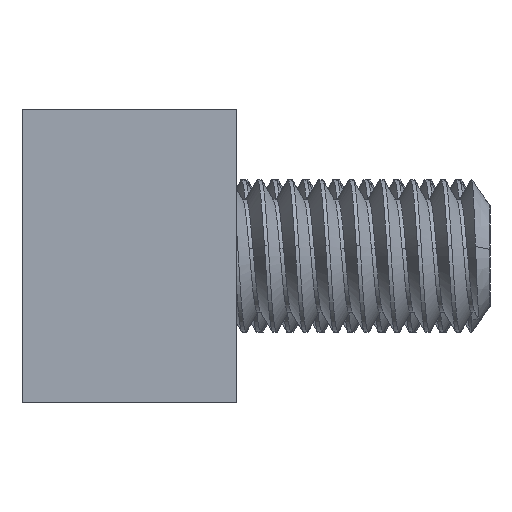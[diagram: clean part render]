
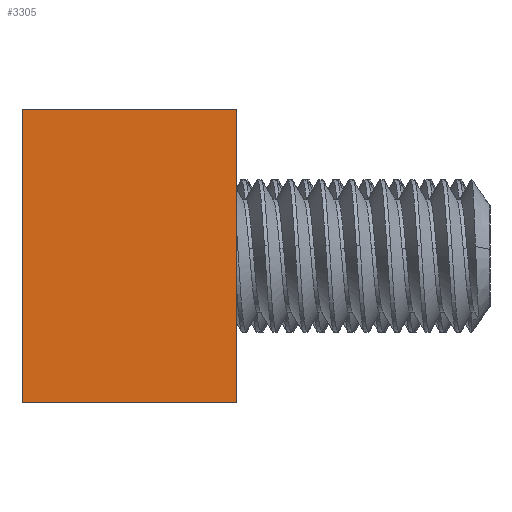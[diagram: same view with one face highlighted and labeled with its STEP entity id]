
A CAD part, left-side view. The second image highlights one B-rep face of the part: STEP entity #3305.
In plain terms, the highlighted planar face has unit normal (-1, 0, 0).
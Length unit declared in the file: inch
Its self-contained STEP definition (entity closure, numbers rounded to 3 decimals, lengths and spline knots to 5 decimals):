
#44 = DIRECTION ( 'NONE',  ( 0., 1., 0. ) ) ;
#129 = VECTOR ( 'NONE', #3440, 39.37008 ) ;
#253 = EDGE_CURVE ( 'NONE', #1047, #3411, #1517, .T. ) ;
#419 = AXIS2_PLACEMENT_3D ( 'NONE', #1177, #4170, #2167 ) ;
#478 = CARTESIAN_POINT ( 'NONE',  ( 0., 0., 0. ) ) ;
#692 = CARTESIAN_POINT ( 'NONE',  ( 0., 0.35, -0.47992 ) ) ;
#861 = CARTESIAN_POINT ( 'NONE',  ( 0., 0.35, 0. ) ) ;
#908 = CARTESIAN_POINT ( 'NONE',  ( 0., 0.35, 0. ) ) ;
#999 = VECTOR ( 'NONE', #44, 39.37008 ) ;
#1047 = VERTEX_POINT ( 'NONE', #1309 ) ;
#1055 = LINE ( 'NONE', #908, #129 ) ;
#1177 = CARTESIAN_POINT ( 'NONE',  ( 0., 0., 0. ) ) ;
#1181 = VECTOR ( 'NONE', #4168, 39.37008 ) ;
#1309 = CARTESIAN_POINT ( 'NONE',  ( 0., 0., 0. ) ) ;
#1514 = ORIENTED_EDGE ( 'NONE', *, *, #3710, .T. ) ;
#1517 = LINE ( 'NONE', #3608, #3262 ) ;
#1851 = PLANE ( 'NONE',  #419 ) ;
#1929 = EDGE_LOOP ( 'NONE', ( #1514, #3845, #2450, #1981 ) ) ;
#1981 = ORIENTED_EDGE ( 'NONE', *, *, #253, .F. ) ;
#2015 = FACE_OUTER_BOUND ( 'NONE', #1929, .T. ) ;
#2167 = DIRECTION ( 'NONE',  ( 0., 0., 1. ) ) ;
#2404 = CARTESIAN_POINT ( 'NONE',  ( 0., 0., -0.47992 ) ) ;
#2421 = EDGE_CURVE ( 'NONE', #4268, #4172, #1055, .T. ) ;
#2450 = ORIENTED_EDGE ( 'NONE', *, *, #4228, .F. ) ;
#3046 = LINE ( 'NONE', #478, #1181 ) ;
#3201 = CARTESIAN_POINT ( 'NONE',  ( 0., 0., -0.47992 ) ) ;
#3262 = VECTOR ( 'NONE', #3554, 39.37008 ) ;
#3305 = ADVANCED_FACE ( 'NONE', ( #2015 ), #1851, .T. ) ;
#3411 = VERTEX_POINT ( 'NONE', #3201 ) ;
#3440 = DIRECTION ( 'NONE',  ( 0., 0., -1. ) ) ;
#3554 = DIRECTION ( 'NONE',  ( 0., 0., -1. ) ) ;
#3608 = CARTESIAN_POINT ( 'NONE',  ( 0., 0., 0. ) ) ;
#3644 = LINE ( 'NONE', #2404, #999 ) ;
#3710 = EDGE_CURVE ( 'NONE', #1047, #4268, #3046, .T. ) ;
#3845 = ORIENTED_EDGE ( 'NONE', *, *, #2421, .T. ) ;
#4168 = DIRECTION ( 'NONE',  ( 0., 1., 0. ) ) ;
#4170 = DIRECTION ( 'NONE',  ( -1., 0., 0. ) ) ;
#4172 = VERTEX_POINT ( 'NONE', #692 ) ;
#4228 = EDGE_CURVE ( 'NONE', #3411, #4172, #3644, .T. ) ;
#4268 = VERTEX_POINT ( 'NONE', #861 ) ;
